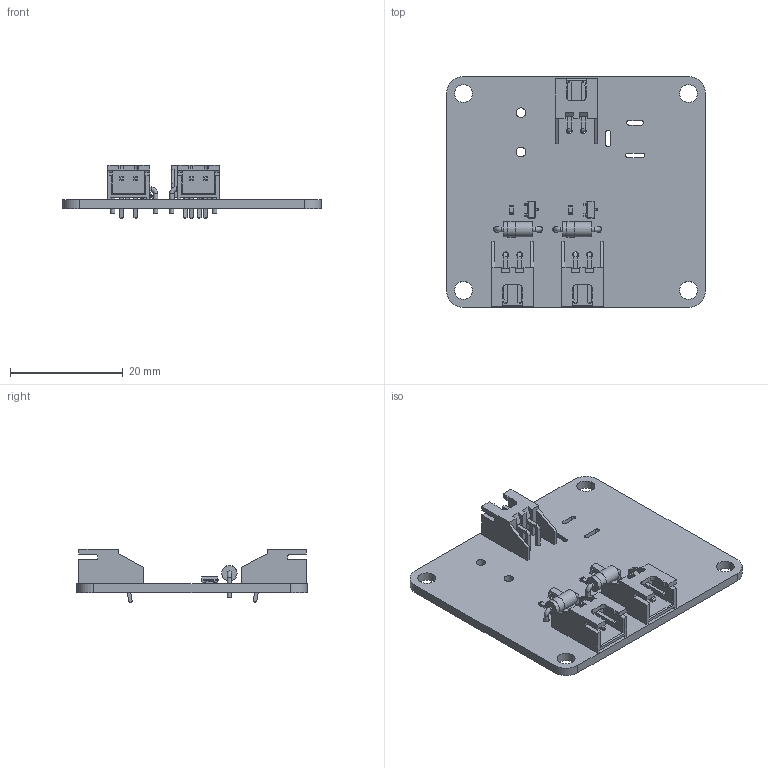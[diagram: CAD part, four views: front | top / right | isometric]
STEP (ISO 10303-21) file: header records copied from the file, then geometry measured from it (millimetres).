
FILE_DESCRIPTION(('KiCad electronic assembly'),'2;1');
FILE_NAME('hand_pnp.step','2019-11-26T14:59:57',('An Author'),( 'A Company'),'Open CASCADE STEP processor 6.9', 'KiCad to STEP converter','Unknown');
FILE_SCHEMA(('AUTOMOTIVE_DESIGN { 1 0 10303 214 1 1 1 1 }'));
Length unit declared in the file: millimetre
Products named in the file (10): Open CASCADE STEP translator 6.9 1; D_DO-41_SOD81_P7.62mm_Horizontal; SOLID; JST_XH_S2B-XH-A_1x02_P2.50mm_Horizontal; R_0603_1608Metric; SOT-23; COMPOUND
Assembly tree (14 placements, depth 3):
  Open CASCADE STEP translator 6.9 1
    D_DO-41_SOD81_P7.62mm_Horizontal  x2
      SOLID
    JST_XH_S2B-XH-A_1x02_P2.50mm_Horizontal  x3
      SOLID
    R_0603_1608Metric  x2
      SOLID
    SOT-23  x2
      SOLID
    COMPOUND
Bounding box: 46 x 41 x 9.5 mm (x, y, z)
Volume: 3544.8 mm3; surface area: 5856.4 mm2
Topology: 10 solids, 10 shells, 587 faces, 1511 edges, 964 vertices
Faces by surface type: plane 425, cylinder 104, bspline 54, torus 4
Full cylindrical faces by diameter (mm): 0.8 x8, 1 x6, 1.1 x4, 1.7 x2, 2.7 x4, 2.72 x2, 3.2 x4
Entity records: 18361 total; most frequent: CARTESIAN_POINT 3111, DIRECTION 2507, LINE 1671, VECTOR 1671, ORIENTED_EDGE 1332, PCURVE 1332, DEFINITIONAL_REPRESENTATION 1332, EDGE_CURVE 666
